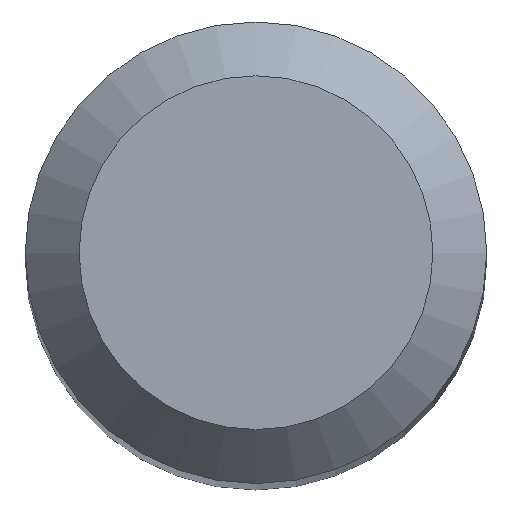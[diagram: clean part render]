
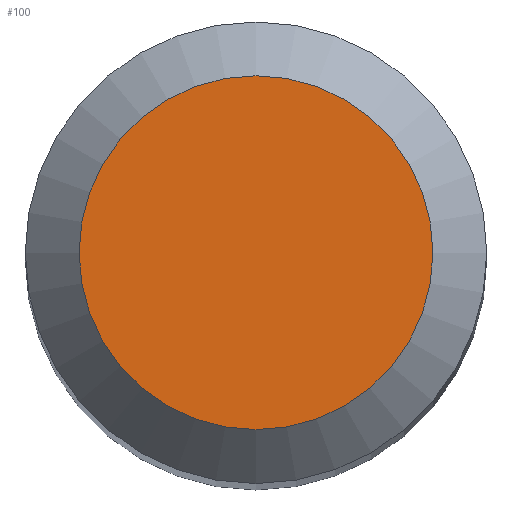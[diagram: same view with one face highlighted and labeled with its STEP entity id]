
A CAD part, top view. The second image highlights one B-rep face of the part: STEP entity #100.
In plain terms, the highlighted planar face has unit normal (0, 0, 1).
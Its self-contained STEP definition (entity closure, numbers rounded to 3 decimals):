
#13 = VERTEX_POINT ( 'NONE', #242 ) ;
#18 = ORIENTED_EDGE ( 'NONE', *, *, #195, .F. ) ;
#28 = CARTESIAN_POINT ( 'NONE',  ( 0., 0., 79. ) ) ;
#33 = DIRECTION ( 'NONE',  ( 0., 1., 0. ) ) ;
#35 = AXIS2_PLACEMENT_3D ( 'NONE', #28, #252, #237 ) ;
#36 = DIRECTION ( 'NONE',  ( 0., 0., -1. ) ) ;
#98 = CIRCLE ( 'NONE', #153, 2.3 ) ;
#100 = ADVANCED_FACE ( 'NONE', ( #107 ), #146, .F. ) ;
#107 = FACE_OUTER_BOUND ( 'NONE', #207, .T. ) ;
#146 = PLANE ( 'NONE',  #35 ) ;
#153 = AXIS2_PLACEMENT_3D ( 'NONE', #244, #36, #33 ) ;
#195 = EDGE_CURVE ( 'NONE', #13, #13, #98, .T. ) ;
#207 = EDGE_LOOP ( 'NONE', ( #18 ) ) ;
#237 = DIRECTION ( 'NONE',  ( 0., 1., 0. ) ) ;
#242 = CARTESIAN_POINT ( 'NONE',  ( 0., 2.3, 79. ) ) ;
#244 = CARTESIAN_POINT ( 'NONE',  ( 0., 0., 79. ) ) ;
#252 = DIRECTION ( 'NONE',  ( 0., 0., -1. ) ) ;
